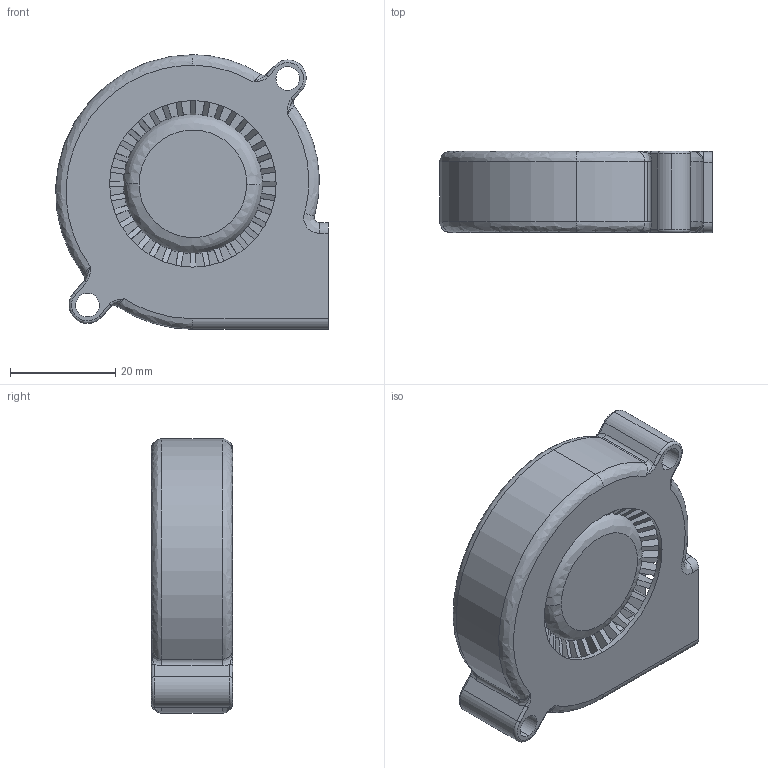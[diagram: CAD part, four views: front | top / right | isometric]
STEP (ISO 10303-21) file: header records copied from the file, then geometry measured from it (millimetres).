
FILE_DESCRIPTION (( 'STEP AP214' ), '1' );
FILE_NAME ('FAN_5015_BLOWER.STEP', '2019-05-12T01:35:10', ( '' ), ( '' ), 'SwSTEP 2.0', 'SolidWorks 2017', '' );
FILE_SCHEMA (( 'AUTOMOTIVE_DESIGN' ));
Length unit declared in the file: inch
Products named in the file (1): FAN_5015_BLOWER
Bounding box: 51.74 x 15.4 x 52.1 mm (x, y, z)
Volume: 15860.1 mm3; surface area: 17731 mm2
Topology: 1 solids, 1 shells, 271 faces, 908 edges, 569 vertices
Faces by surface type: plane 158, cylinder 74, bspline 39
Entity records: 12268 total; most frequent: CARTESIAN_POINT 5002, ORIENTED_EDGE 1816, DIRECTION 1207, EDGE_CURVE 908, VERTEX_POINT 569, AXIS2_PLACEMENT_3D 405, LINE 397, VECTOR 397
